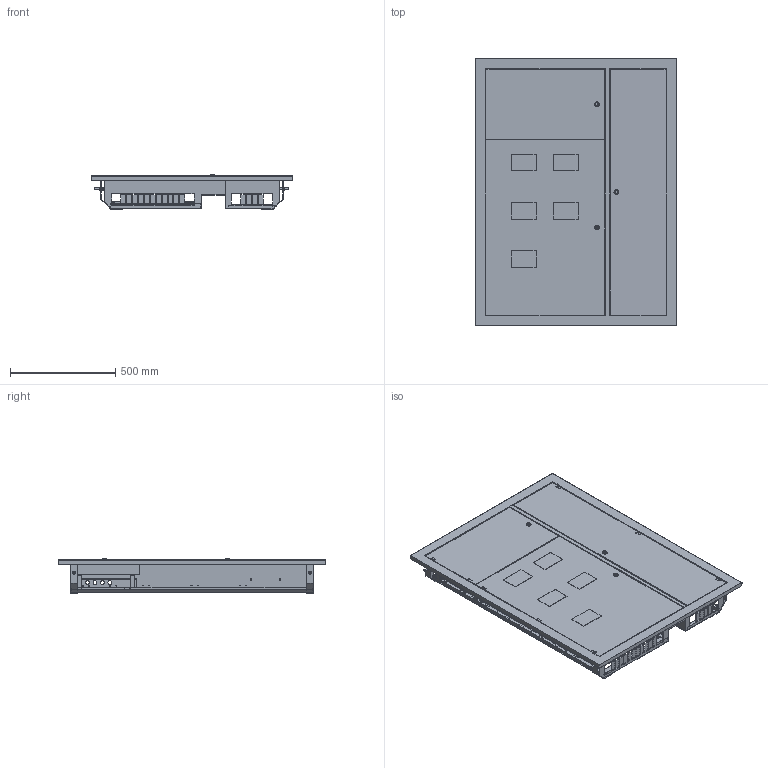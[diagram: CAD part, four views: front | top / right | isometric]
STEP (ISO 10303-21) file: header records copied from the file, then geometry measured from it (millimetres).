
FILE_DESCRIPTION (( 'STEP AP214' ), '1' );
FILE_NAME ('MKM42-05-1270-31 Êîðïóñ ìåòàëëè÷åñêèé ÙÝ-5-1270 36 ÓÕË3 IP31.STEP', '2016-08-04T07:45:05', ( 'user' ), ( '' ), 'SwSTEP 2.0', 'SolidWorks 2014', '' );
FILE_SCHEMA (( 'AUTOMOTIVE_DESIGN' ));
Length unit declared in the file: millimetre
Products named in the file (7): Áîëò ÃÎÑÒ 7798_Œ8å40; Äâåðü îòñåêà ðàñïðåäåëåíèÿ ÙÝ-õ-1270; Äâåðü ñëàáîòî÷íîãî îòñåêà ÙÝ-õ-1270; Äâåðü ó÷¸òíîãî îòñåêà ÙÝ-5-1270; Ðàìà ÙÝ-õ-1270; Îáîëî÷êà ÙÝ-õ-1270; MKM42-05-1270-31 Êîðïóñ ìåòàëëè÷åñêèé ÙÝ-5-1270 36 ÓÕË3 IP31
Assembly tree (9 placements, depth 2):
  MKM42-05-1270-31 Êîðïóñ ìåòàëëè÷åñêèé ÙÝ-5-1270 36 ÓÕË3 IP31
    Îáîëî÷êà ÙÝ-õ-1270
    Ðàìà ÙÝ-õ-1270
    Äâåðü ó÷¸òíîãî îòñåêà ÙÝ-5-1270
    Äâåðü ñëàáîòî÷íîãî îòñåêà ÙÝ-õ-1270
    Äâåðü îòñåêà ðàñïðåäåëåíèÿ ÙÝ-õ-1270
    Áîëò ÃÎÑÒ 7798_Œ8å40  x4
Bounding box: 960 x 1275 x 162.71 mm (x, y, z)
Volume: 2969148.9 mm3; surface area: 5437595.8 mm2
Topology: 41 solids, 41 shells, 3885 faces, 10978 edges, 7113 vertices
Faces by surface type: plane 2849, cylinder 946, cone 78, bspline 12
Entity records: 126377 total; most frequent: CARTESIAN_POINT 22523, ORIENTED_EDGE 21716, DIRECTION 20358, EDGE_CURVE 10858, VECTOR 8766, LINE 8766, VERTEX_POINT 7041, AXIS2_PLACEMENT_3D 5796
